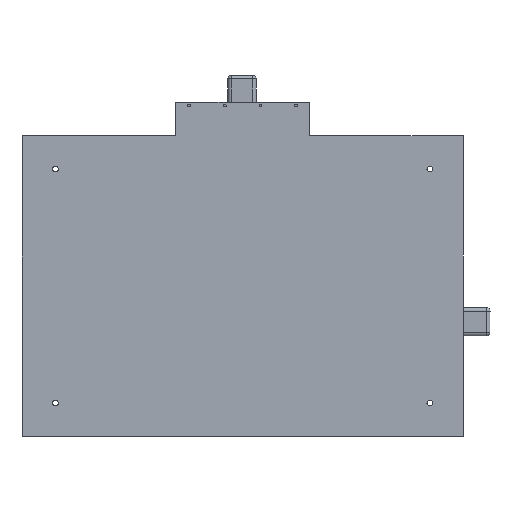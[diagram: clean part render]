
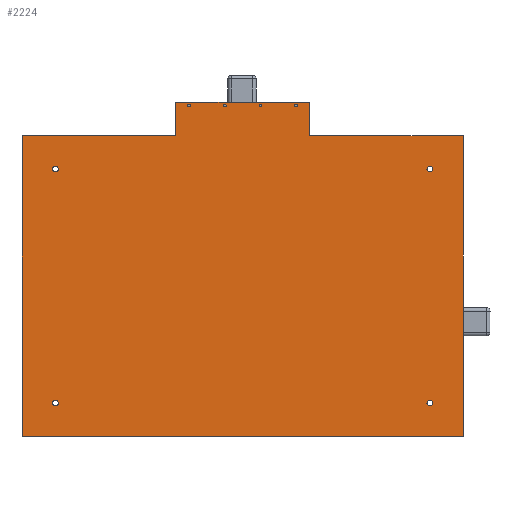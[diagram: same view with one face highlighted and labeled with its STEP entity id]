
A CAD part, front view. The second image highlights one B-rep face of the part: STEP entity #2224.
In plain terms, the highlighted face is planar.
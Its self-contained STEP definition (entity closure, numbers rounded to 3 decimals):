
#117=FACE_BOUND('',#469,.T.);
#118=FACE_BOUND('',#470,.T.);
#119=FACE_BOUND('',#471,.T.);
#120=FACE_BOUND('',#472,.T.);
#121=FACE_BOUND('',#473,.T.);
#122=FACE_BOUND('',#474,.T.);
#123=FACE_BOUND('',#475,.T.);
#124=FACE_BOUND('',#476,.T.);
#163=CIRCLE('',#2624,2.);
#165=CIRCLE('',#2627,4.25);
#167=CIRCLE('',#2630,2.);
#169=CIRCLE('',#2633,4.25);
#171=CIRCLE('',#2636,2.);
#173=CIRCLE('',#2639,4.25);
#175=CIRCLE('',#2642,2.);
#177=CIRCLE('',#2645,4.25);
#339=FACE_OUTER_BOUND('',#468,.T.);
#468=EDGE_LOOP('',(#1695,#1696,#1697,#1698,#1699,#1700,#1701,#1702));
#469=EDGE_LOOP('',(#1703));
#470=EDGE_LOOP('',(#1704));
#471=EDGE_LOOP('',(#1705));
#472=EDGE_LOOP('',(#1706));
#473=EDGE_LOOP('',(#1707));
#474=EDGE_LOOP('',(#1708));
#475=EDGE_LOOP('',(#1709));
#476=EDGE_LOOP('',(#1710));
#657=LINE('',#3684,#876);
#660=LINE('',#3690,#879);
#663=LINE('',#3696,#882);
#666=LINE('',#3702,#885);
#669=LINE('',#3708,#888);
#672=LINE('',#3714,#891);
#675=LINE('',#3720,#894);
#678=LINE('',#3724,#897);
#876=VECTOR('',#3015,10.);
#879=VECTOR('',#3020,10.);
#882=VECTOR('',#3025,10.);
#885=VECTOR('',#3030,10.);
#888=VECTOR('',#3035,10.);
#891=VECTOR('',#3040,10.);
#894=VECTOR('',#3045,10.);
#897=VECTOR('',#3050,10.);
#1068=VERTEX_POINT('',#3630);
#1070=VERTEX_POINT('',#3636);
#1072=VERTEX_POINT('',#3642);
#1074=VERTEX_POINT('',#3648);
#1076=VERTEX_POINT('',#3654);
#1078=VERTEX_POINT('',#3660);
#1080=VERTEX_POINT('',#3666);
#1082=VERTEX_POINT('',#3672);
#1086=VERTEX_POINT('',#3681);
#1087=VERTEX_POINT('',#3683);
#1089=VERTEX_POINT('',#3689);
#1091=VERTEX_POINT('',#3695);
#1093=VERTEX_POINT('',#3701);
#1095=VERTEX_POINT('',#3707);
#1097=VERTEX_POINT('',#3713);
#1099=VERTEX_POINT('',#3719);
#1277=EDGE_CURVE('',#1068,#1068,#163,.T.);
#1280=EDGE_CURVE('',#1070,#1070,#165,.T.);
#1283=EDGE_CURVE('',#1072,#1072,#167,.T.);
#1286=EDGE_CURVE('',#1074,#1074,#169,.T.);
#1289=EDGE_CURVE('',#1076,#1076,#171,.T.);
#1292=EDGE_CURVE('',#1078,#1078,#173,.T.);
#1295=EDGE_CURVE('',#1080,#1080,#175,.T.);
#1298=EDGE_CURVE('',#1082,#1082,#177,.T.);
#1303=EDGE_CURVE('',#1087,#1086,#657,.T.);
#1306=EDGE_CURVE('',#1089,#1087,#660,.T.);
#1309=EDGE_CURVE('',#1091,#1089,#663,.T.);
#1312=EDGE_CURVE('',#1093,#1091,#666,.T.);
#1315=EDGE_CURVE('',#1095,#1093,#669,.T.);
#1318=EDGE_CURVE('',#1097,#1095,#672,.T.);
#1321=EDGE_CURVE('',#1099,#1097,#675,.T.);
#1324=EDGE_CURVE('',#1086,#1099,#678,.T.);
#1695=ORIENTED_EDGE('',*,*,#1324,.T.);
#1696=ORIENTED_EDGE('',*,*,#1321,.T.);
#1697=ORIENTED_EDGE('',*,*,#1318,.T.);
#1698=ORIENTED_EDGE('',*,*,#1315,.T.);
#1699=ORIENTED_EDGE('',*,*,#1312,.T.);
#1700=ORIENTED_EDGE('',*,*,#1309,.T.);
#1701=ORIENTED_EDGE('',*,*,#1306,.T.);
#1702=ORIENTED_EDGE('',*,*,#1303,.T.);
#1703=ORIENTED_EDGE('',*,*,#1277,.T.);
#1704=ORIENTED_EDGE('',*,*,#1280,.T.);
#1705=ORIENTED_EDGE('',*,*,#1283,.T.);
#1706=ORIENTED_EDGE('',*,*,#1286,.T.);
#1707=ORIENTED_EDGE('',*,*,#1289,.T.);
#1708=ORIENTED_EDGE('',*,*,#1292,.T.);
#1709=ORIENTED_EDGE('',*,*,#1295,.T.);
#1710=ORIENTED_EDGE('',*,*,#1298,.T.);
#2099=PLANE('',#2655);
#2224=ADVANCED_FACE('',(#339,#117,#118,#119,#120,#121,#122,#123,#124),#2099,
 .T.);
#2624=AXIS2_PLACEMENT_3D('',#3631,#2957,#2958);
#2627=AXIS2_PLACEMENT_3D('',#3637,#2964,#2965);
#2630=AXIS2_PLACEMENT_3D('',#3643,#2971,#2972);
#2633=AXIS2_PLACEMENT_3D('',#3649,#2978,#2979);
#2636=AXIS2_PLACEMENT_3D('',#3655,#2985,#2986);
#2639=AXIS2_PLACEMENT_3D('',#3661,#2992,#2993);
#2642=AXIS2_PLACEMENT_3D('',#3667,#2999,#3000);
#2645=AXIS2_PLACEMENT_3D('',#3673,#3006,#3007);
#2655=AXIS2_PLACEMENT_3D('',#3725,#3051,#3052);
#2957=DIRECTION('center_axis',(0.,0.,-1.));
#2958=DIRECTION('ref_axis',(1.,0.,0.));
#2964=DIRECTION('center_axis',(0.,0.,-1.));
#2965=DIRECTION('ref_axis',(1.,0.,0.));
#2971=DIRECTION('center_axis',(0.,0.,-1.));
#2972=DIRECTION('ref_axis',(1.,0.,0.));
#2978=DIRECTION('center_axis',(0.,0.,-1.));
#2979=DIRECTION('ref_axis',(1.,0.,0.));
#2985=DIRECTION('center_axis',(0.,0.,-1.));
#2986=DIRECTION('ref_axis',(1.,0.,0.));
#2992=DIRECTION('center_axis',(0.,0.,-1.));
#2993=DIRECTION('ref_axis',(1.,0.,0.));
#2999=DIRECTION('center_axis',(0.,0.,-1.));
#3000=DIRECTION('ref_axis',(1.,0.,0.));
#3006=DIRECTION('center_axis',(0.,0.,-1.));
#3007=DIRECTION('ref_axis',(1.,0.,0.));
#3015=DIRECTION('',(0.,-1.,0.));
#3020=DIRECTION('',(-1.,0.,0.));
#3025=DIRECTION('',(0.,1.,0.));
#3030=DIRECTION('',(1.,0.,0.));
#3035=DIRECTION('',(0.,-1.,0.));
#3040=DIRECTION('',(1.,0.,0.));
#3045=DIRECTION('',(0.,-1.,0.));
#3050=DIRECTION('',(-1.,0.,0.));
#3051=DIRECTION('center_axis',(0.,0.,1.));
#3052=DIRECTION('ref_axis',(1.,0.,0.));
#3630=CARTESIAN_POINT('',(-272.,31.209,10.));
#3631=CARTESIAN_POINT('Origin',(-270.,31.209,10.));
#3636=CARTESIAN_POINT('',(-179.25,231.209,10.));
#3637=CARTESIAN_POINT('Origin',(-175.,231.209,10.));
#3642=CARTESIAN_POINT('',(-272.,-128.791,10.));
#3643=CARTESIAN_POINT('Origin',(-270.,-128.791,10.));
#3648=CARTESIAN_POINT('',(170.75,-328.791,10.));
#3649=CARTESIAN_POINT('Origin',(175.,-328.791,10.));
#3654=CARTESIAN_POINT('',(-272.,-22.124,10.));
#3655=CARTESIAN_POINT('Origin',(-270.,-22.124,10.));
#3660=CARTESIAN_POINT('',(170.75,231.209,10.));
#3661=CARTESIAN_POINT('Origin',(175.,231.209,10.));
#3666=CARTESIAN_POINT('',(-272.,-75.458,10.));
#3667=CARTESIAN_POINT('Origin',(-270.,-75.458,10.));
#3672=CARTESIAN_POINT('',(-179.25,-328.791,10.));
#3673=CARTESIAN_POINT('Origin',(-175.,-328.791,10.));
#3681=CARTESIAN_POINT('',(-225.,51.209,10.));
#3683=CARTESIAN_POINT('',(-225.,281.209,10.));
#3684=CARTESIAN_POINT('',(-225.,281.209,10.));
#3689=CARTESIAN_POINT('',(225.,281.209,10.));
#3690=CARTESIAN_POINT('',(225.,281.209,10.));
#3695=CARTESIAN_POINT('',(225.,-378.791,10.));
#3696=CARTESIAN_POINT('',(225.,-378.791,10.));
#3701=CARTESIAN_POINT('',(-225.,-378.791,10.));
#3702=CARTESIAN_POINT('',(-225.,-378.791,10.));
#3707=CARTESIAN_POINT('',(-225.,-148.791,10.));
#3708=CARTESIAN_POINT('',(-225.,-148.791,10.));
#3713=CARTESIAN_POINT('',(-275.,-148.791,10.));
#3714=CARTESIAN_POINT('',(-275.,-148.791,10.));
#3719=CARTESIAN_POINT('',(-275.,51.209,10.));
#3720=CARTESIAN_POINT('',(-275.,51.209,10.));
#3724=CARTESIAN_POINT('',(-225.,51.209,10.));
#3725=CARTESIAN_POINT('Origin',(-25.,-48.791,10.));
